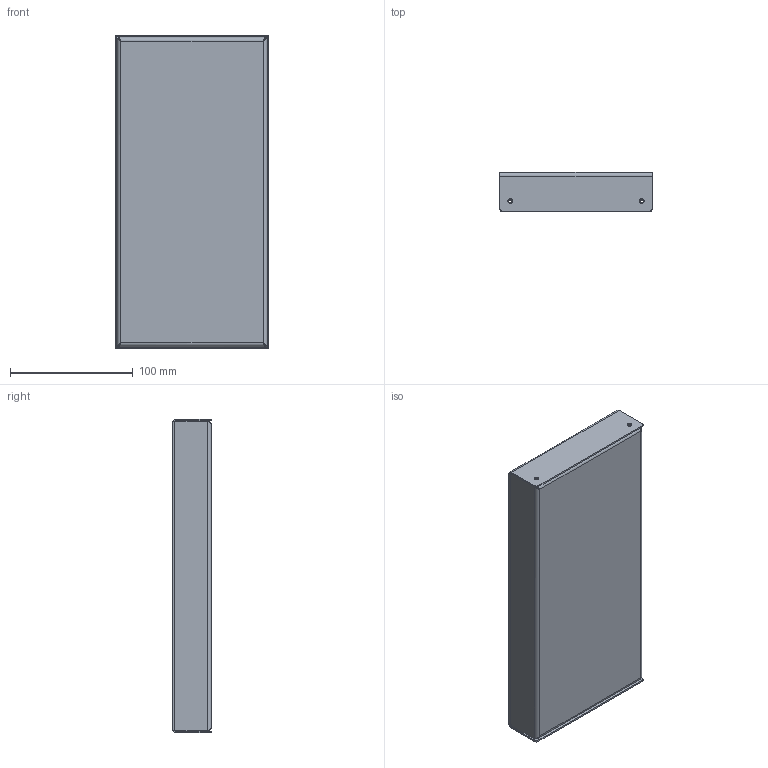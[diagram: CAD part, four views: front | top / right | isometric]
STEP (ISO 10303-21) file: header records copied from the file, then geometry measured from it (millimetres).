
FILE_DESCRIPTION (( 'STEP AP203' ), '1' );
FILE_NAME ('U-Shape-H1.1897-W9.9385-D4.8204-Ref-02-07-2017-13755.STEP', '2017-02-07T19:22:26', ( ' ' ), ( ' ' ), 'SwSTEP 2.0', 'SolidWorks 2007', '' );
FILE_SCHEMA (( 'CONFIG_CONTROL_DESIGN' ));
Length unit declared in the file: inch
Products named in the file (4): U-Shape-H1.1897-W9.9385-D4.8204-Ref-02-07-2017-13755; BASE; S-632-1 ZI_PEM S-632-1 ZI--N; COVER
Assembly tree (6 placements, depth 2):
  U-Shape-H1.1897-W9.9385-D4.8204-Ref-02-07-2017-13755
    BASE
    S-632-1 ZI_PEM S-632-1 ZI--N  x4
    COVER
Bounding box: 123.96 x 31.69 x 255.38 mm (x, y, z)
Volume: 105830.4 mm3; surface area: 176117.9 mm2
Topology: 6 solids, 6 shells, 500 faces, 1332 edges, 856 vertices
Faces by surface type: plane 380, cylinder 80, cone 32, bspline 8
Entity records: 6564 total; most frequent: CARTESIAN_POINT 1432, ORIENTED_EDGE 972, DIRECTION 930, EDGE_CURVE 486, VECTOR 370, LINE 370, VERTEX_POINT 304, AXIS2_PLACEMENT_3D 280
